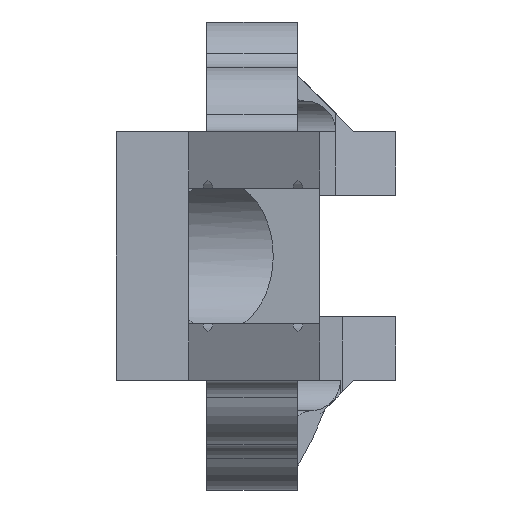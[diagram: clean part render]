
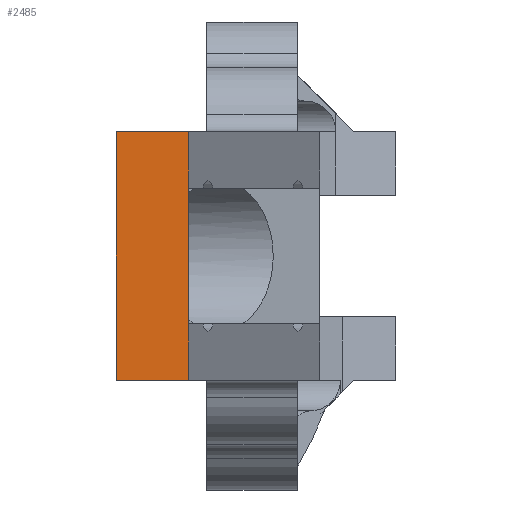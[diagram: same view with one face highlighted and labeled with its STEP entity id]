
A CAD part, left-side view. The second image highlights one B-rep face of the part: STEP entity #2485.
In plain terms, the highlighted planar face has unit normal (-1, 0, 0).
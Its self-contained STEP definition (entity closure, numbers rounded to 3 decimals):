
#236=FACE_OUTER_BOUND('',#371,.T.);
#371=EDGE_LOOP('',(#1912,#1913,#1914,#1915,#1916,#1917));
#507=LINE('',#3643,#767);
#513=LINE('',#3661,#773);
#518=LINE('',#3677,#778);
#594=LINE('',#4036,#854);
#595=LINE('',#4038,#855);
#596=LINE('',#4039,#856);
#767=VECTOR('',#2898,10.);
#773=VECTOR('',#2918,10.);
#778=VECTOR('',#2935,10.);
#854=VECTOR('',#3179,10.);
#855=VECTOR('',#3182,10.);
#856=VECTOR('',#3183,10.);
#1012=VERTEX_POINT('',#3610);
#1019=VERTEX_POINT('',#3629);
#1023=VERTEX_POINT('',#3642);
#1033=VERTEX_POINT('',#3675);
#1150=VERTEX_POINT('',#4032);
#1151=VERTEX_POINT('',#4034);
#1278=EDGE_CURVE('',#1012,#1023,#507,.T.);
#1288=EDGE_CURVE('',#1019,#1012,#513,.T.);
#1297=EDGE_CURVE('',#1033,#1019,#518,.T.);
#1443=EDGE_CURVE('',#1151,#1150,#594,.T.);
#1444=EDGE_CURVE('',#1023,#1151,#595,.T.);
#1445=EDGE_CURVE('',#1033,#1150,#596,.T.);
#1912=ORIENTED_EDGE('',*,*,#1444,.F.);
#1913=ORIENTED_EDGE('',*,*,#1278,.F.);
#1914=ORIENTED_EDGE('',*,*,#1288,.F.);
#1915=ORIENTED_EDGE('',*,*,#1297,.F.);
#1916=ORIENTED_EDGE('',*,*,#1445,.T.);
#1917=ORIENTED_EDGE('',*,*,#1443,.F.);
#2390=PLANE('',#2699);
#2485=ADVANCED_FACE('',(#236),#2390,.T.);
#2699=AXIS2_PLACEMENT_3D('',#4037,#3180,#3181);
#2898=DIRECTION('',(0.,0.,-1.));
#2918=DIRECTION('',(0.,0.,-1.));
#2935=DIRECTION('',(0.,0.,-1.));
#3179=DIRECTION('',(0.,0.,1.));
#3180=DIRECTION('center_axis',(-1.,0.,0.));
#3181=DIRECTION('ref_axis',(0.,0.,-1.));
#3182=DIRECTION('',(0.,1.,0.));
#3183=DIRECTION('',(0.,1.,0.));
#3610=CARTESIAN_POINT('',(-66.468,11.6,-3.));
#3629=CARTESIAN_POINT('',(-66.468,11.6,3.));
#3642=CARTESIAN_POINT('',(-66.468,11.6,-5.5));
#3643=CARTESIAN_POINT('',(-66.468,11.6,5.5));
#3661=CARTESIAN_POINT('',(-66.468,11.6,5.5));
#3675=CARTESIAN_POINT('',(-66.468,11.6,5.5));
#3677=CARTESIAN_POINT('',(-66.468,11.6,5.5));
#4032=CARTESIAN_POINT('',(-66.468,14.8,5.5));
#4034=CARTESIAN_POINT('',(-66.468,14.8,-5.5));
#4036=CARTESIAN_POINT('',(-66.468,14.8,5.5));
#4037=CARTESIAN_POINT('Origin',(-66.468,13.8,5.5));
#4038=CARTESIAN_POINT('',(-66.468,13.8,-5.5));
#4039=CARTESIAN_POINT('',(-66.468,13.8,5.5));
